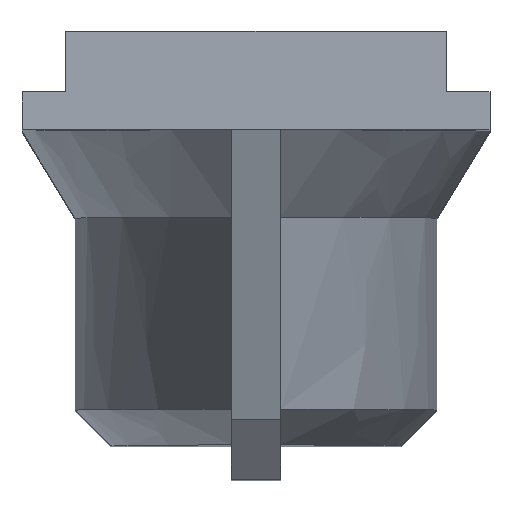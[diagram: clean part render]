
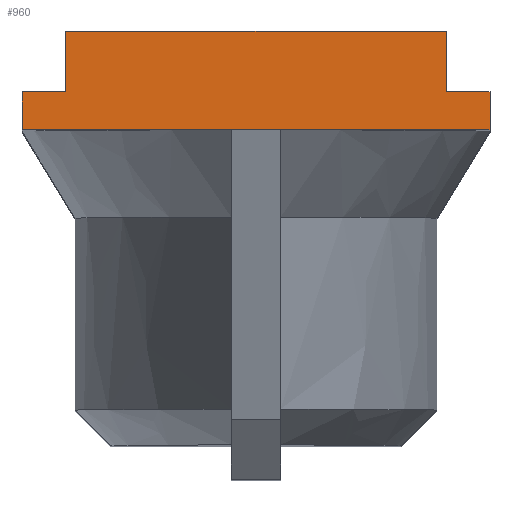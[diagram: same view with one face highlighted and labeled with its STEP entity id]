
A CAD part, top view. The second image highlights one B-rep face of the part: STEP entity #960.
In plain terms, the highlighted free-form (B-spline) face has degree [1, 1] with [2, 2] control points.
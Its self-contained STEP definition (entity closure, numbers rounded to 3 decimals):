
#59 = VERTEX_POINT('',#60);
#60 = CARTESIAN_POINT('',(-31.032,174.257,
    1718.695));
#177 = VERTEX_POINT('',#178);
#178 = CARTESIAN_POINT('',(31.032,174.257,
    1718.695));
#282 = VERTEX_POINT('',#283);
#283 = CARTESIAN_POINT('',(294.565,174.257,
    1718.695));
#288 = EDGE_CURVE('',#282,#177,#289,.T.);
#289 = B_SPLINE_CURVE_WITH_KNOTS('',1,(#290,#291),.UNSPECIFIED.,.F.,.F.,
  (2,2),(0.,276.),.PIECEWISE_BEZIER_KNOTS.);
#290 = CARTESIAN_POINT('',(294.565,174.257,
    1718.695));
#291 = CARTESIAN_POINT('',(31.032,174.257,
    1718.695));
#664 = VERTEX_POINT('',#665);
#665 = CARTESIAN_POINT('',(-294.565,221.998,
    1718.695));
#670 = EDGE_CURVE('',#671,#664,#673,.T.);
#671 = VERTEX_POINT('',#672);
#672 = CARTESIAN_POINT('',(-239.185,221.998,
    1718.695));
#673 = B_SPLINE_CURVE_WITH_KNOTS('',1,(#674,#675),.UNSPECIFIED.,.F.,.F.,
  (2,2),(0.,58.),.PIECEWISE_BEZIER_KNOTS.);
#674 = CARTESIAN_POINT('',(-239.185,221.998,
    1718.695));
#675 = CARTESIAN_POINT('',(-294.565,221.998,
    1718.695));
#684 = VERTEX_POINT('',#685);
#685 = CARTESIAN_POINT('',(239.185,221.998,
    1718.695));
#690 = EDGE_CURVE('',#691,#684,#693,.T.);
#691 = VERTEX_POINT('',#692);
#692 = CARTESIAN_POINT('',(294.565,221.998,
    1718.695));
#693 = B_SPLINE_CURVE_WITH_KNOTS('',1,(#694,#695),.UNSPECIFIED.,.F.,.F.,
  (2,2),(0.,58.),.PIECEWISE_BEZIER_KNOTS.);
#694 = CARTESIAN_POINT('',(294.565,221.998,
    1718.695));
#695 = CARTESIAN_POINT('',(239.185,221.998,
    1718.695));
#960 = ADVANCED_FACE('',(#961),#1007,.T.);
#961 = FACE_BOUND('',#962,.T.);
#962 = EDGE_LOOP('',(#963,#968,#969,#974,#975,#982,#989,#994,#995,#1002)
  );
#963 = ORIENTED_EDGE('',*,*,#964,.F.);
#964 = EDGE_CURVE('',#177,#59,#965,.T.);
#965 = B_SPLINE_CURVE_WITH_KNOTS('',1,(#966,#967),.UNSPECIFIED.,.F.,.F.,
  (2,2),(0.,65.),.PIECEWISE_BEZIER_KNOTS.);
#966 = CARTESIAN_POINT('',(31.032,174.257,
    1718.695));
#967 = CARTESIAN_POINT('',(-31.032,174.257,
    1718.695));
#968 = ORIENTED_EDGE('',*,*,#288,.F.);
#969 = ORIENTED_EDGE('',*,*,#970,.F.);
#970 = EDGE_CURVE('',#691,#282,#971,.T.);
#971 = B_SPLINE_CURVE_WITH_KNOTS('',1,(#972,#973),.UNSPECIFIED.,.F.,.F.,
  (2,2),(0.,50.),.PIECEWISE_BEZIER_KNOTS.);
#972 = CARTESIAN_POINT('',(294.565,221.998,
    1718.695));
#973 = CARTESIAN_POINT('',(294.565,174.257,
    1718.695));
#974 = ORIENTED_EDGE('',*,*,#690,.T.);
#975 = ORIENTED_EDGE('',*,*,#976,.F.);
#976 = EDGE_CURVE('',#977,#684,#979,.T.);
#977 = VERTEX_POINT('',#978);
#978 = CARTESIAN_POINT('',(239.185,298.384,
    1718.695));
#979 = B_SPLINE_CURVE_WITH_KNOTS('',1,(#980,#981),.UNSPECIFIED.,.F.,.F.,
  (2,2),(0.,80.),.PIECEWISE_BEZIER_KNOTS.);
#980 = CARTESIAN_POINT('',(239.185,298.384,
    1718.695));
#981 = CARTESIAN_POINT('',(239.185,221.998,
    1718.695));
#982 = ORIENTED_EDGE('',*,*,#983,.F.);
#983 = EDGE_CURVE('',#984,#977,#986,.T.);
#984 = VERTEX_POINT('',#985);
#985 = CARTESIAN_POINT('',(-239.185,298.384,
    1718.695));
#986 = B_SPLINE_CURVE_WITH_KNOTS('',1,(#987,#988),.UNSPECIFIED.,.F.,.F.,
  (2,2),(0.,501.),.PIECEWISE_BEZIER_KNOTS.);
#987 = CARTESIAN_POINT('',(-239.185,298.384,
    1718.695));
#988 = CARTESIAN_POINT('',(239.185,298.384,
    1718.695));
#989 = ORIENTED_EDGE('',*,*,#990,.T.);
#990 = EDGE_CURVE('',#984,#671,#991,.T.);
#991 = B_SPLINE_CURVE_WITH_KNOTS('',1,(#992,#993),.UNSPECIFIED.,.F.,.F.,
  (2,2),(0.,80.),.PIECEWISE_BEZIER_KNOTS.);
#992 = CARTESIAN_POINT('',(-239.185,298.384,
    1718.695));
#993 = CARTESIAN_POINT('',(-239.185,221.998,
    1718.695));
#994 = ORIENTED_EDGE('',*,*,#670,.T.);
#995 = ORIENTED_EDGE('',*,*,#996,.F.);
#996 = EDGE_CURVE('',#997,#664,#999,.T.);
#997 = VERTEX_POINT('',#998);
#998 = CARTESIAN_POINT('',(-294.565,174.257,
    1718.695));
#999 = B_SPLINE_CURVE_WITH_KNOTS('',1,(#1000,#1001),.UNSPECIFIED.,.F.,
  .F.,(2,2),(0.,50.),.PIECEWISE_BEZIER_KNOTS.);
#1000 = CARTESIAN_POINT('',(-294.565,174.257,
    1718.695));
#1001 = CARTESIAN_POINT('',(-294.565,221.998,
    1718.695));
#1002 = ORIENTED_EDGE('',*,*,#1003,.F.);
#1003 = EDGE_CURVE('',#59,#997,#1004,.T.);
#1004 = B_SPLINE_CURVE_WITH_KNOTS('',1,(#1005,#1006),.UNSPECIFIED.,.F.,
  .F.,(2,2),(0.,276.),.PIECEWISE_BEZIER_KNOTS.);
#1005 = CARTESIAN_POINT('',(-31.032,174.257,
    1718.695));
#1006 = CARTESIAN_POINT('',(-294.565,174.257,
    1718.695));
#1007 = B_SPLINE_SURFACE_WITH_KNOTS('',1,1,(
    (#1008,#1009)
    ,(#1010,#1011
  )),.UNSPECIFIED.,.F.,.F.,.F.,(2,2),(2,2),(-308.5,308.5),(182.5,312.5),
  .PIECEWISE_BEZIER_KNOTS.);
#1008 = CARTESIAN_POINT('',(-294.565,174.257,
    1718.695));
#1009 = CARTESIAN_POINT('',(-294.565,298.384,
    1718.695));
#1010 = CARTESIAN_POINT('',(294.565,174.257,
    1718.695));
#1011 = CARTESIAN_POINT('',(294.565,298.384,
    1718.695));
